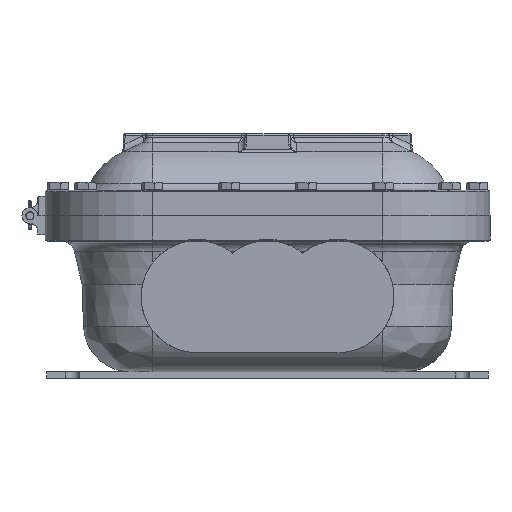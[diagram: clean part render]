
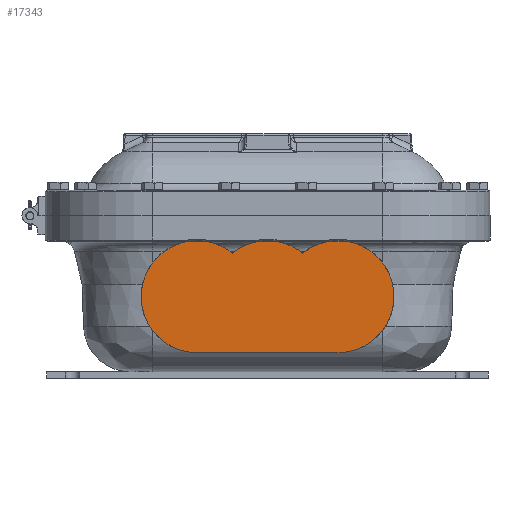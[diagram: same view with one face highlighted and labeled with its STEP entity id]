
A CAD part, front view. The second image highlights one B-rep face of the part: STEP entity #17343.
In plain terms, the highlighted planar face has unit normal (0, -0.999, -0.035).
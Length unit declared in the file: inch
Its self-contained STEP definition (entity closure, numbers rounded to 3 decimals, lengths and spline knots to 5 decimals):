
#457=ELLIPSE('',#18784,2.18883,2.1875);
#460=ELLIPSE('',#18788,2.18883,2.1875);
#463=ELLIPSE('',#18792,2.18883,2.1875);
#476=ELLIPSE('',#18839,2.18883,2.1875);
#477=ELLIPSE('',#18840,2.18883,2.1875);
#1070=LINE('',#27912,#2270);
#2270=VECTOR('',#21565,0.3937);
#4003=PLANE('',#18838);
#5258=FACE_OUTER_BOUND('',#6408,.T.);
#6408=EDGE_LOOP('',(#13551,#13552,#13553,#13554,#13555,#13556));
#8584=VERTEX_POINT('',#27671);
#8585=VERTEX_POINT('',#27673);
#8588=VERTEX_POINT('',#27689);
#8590=VERTEX_POINT('',#27696);
#8615=VERTEX_POINT('',#27909);
#8616=VERTEX_POINT('',#27911);
#10400=EDGE_CURVE('',#8585,#8584,#457,.F.);
#10405=EDGE_CURVE('',#8584,#8588,#460,.F.);
#10409=EDGE_CURVE('',#8588,#8590,#463,.F.);
#10459=EDGE_CURVE('',#8590,#8615,#476,.F.);
#10460=EDGE_CURVE('',#8615,#8616,#1070,.F.);
#10461=EDGE_CURVE('',#8616,#8585,#477,.F.);
#13551=ORIENTED_EDGE('',*,*,#10400,.T.);
#13552=ORIENTED_EDGE('',*,*,#10405,.T.);
#13553=ORIENTED_EDGE('',*,*,#10409,.T.);
#13554=ORIENTED_EDGE('',*,*,#10459,.T.);
#13555=ORIENTED_EDGE('',*,*,#10460,.T.);
#13556=ORIENTED_EDGE('',*,*,#10461,.T.);
#17343=ADVANCED_FACE('',(#5258),#4003,.F.);
#18784=AXIS2_PLACEMENT_3D('',#27674,#21438,#21439);
#18788=AXIS2_PLACEMENT_3D('',#27691,#21447,#21448);
#18792=AXIS2_PLACEMENT_3D('',#27706,#21455,#21456);
#18838=AXIS2_PLACEMENT_3D('',#27908,#21561,#21562);
#18839=AXIS2_PLACEMENT_3D('',#27910,#21563,#21564);
#18840=AXIS2_PLACEMENT_3D('',#27913,#21566,#21567);
#21438=DIRECTION('center_axis',(0.,0.999,
0.035));
#21439=DIRECTION('ref_axis',(0.,0.035,-0.999));
#21447=DIRECTION('center_axis',(0.,0.999,
0.035));
#21448=DIRECTION('ref_axis',(0.,0.035,-0.999));
#21455=DIRECTION('center_axis',(0.,0.999,
0.035));
#21456=DIRECTION('ref_axis',(0.,-0.035,0.999));
#21561=DIRECTION('center_axis',(0.,0.999,
0.035));
#21562=DIRECTION('ref_axis',(0.,-0.035,0.999));
#21563=DIRECTION('center_axis',(0.,0.999,
0.035));
#21564=DIRECTION('ref_axis',(0.,-0.035,0.999));
#21565=DIRECTION('',(-1.,0.,0.));
#21566=DIRECTION('center_axis',(0.,0.999,
0.035));
#21567=DIRECTION('ref_axis',(0.,0.035,-0.999));
#27671=CARTESIAN_POINT('',(1.375,-10.78858,-1.57992));
#27673=CARTESIAN_POINT('',(4.85396,-10.75008,-2.68249));
#27674=CARTESIAN_POINT('Origin',(2.75,-10.72917,-3.28125));
#27689=CARTESIAN_POINT('',(-1.375,-10.78858,-1.57992));
#27691=CARTESIAN_POINT('Origin',(0.,-10.72917,-3.28125));
#27696=CARTESIAN_POINT('',(-4.85396,-10.75008,-2.68249));
#27706=CARTESIAN_POINT('Origin',(-2.75,-10.72917,-3.28125));
#27908=CARTESIAN_POINT('Origin',(0.,-10.72774,
-3.32203));
#27909=CARTESIAN_POINT('',(-2.75,-10.65278,-5.46875));
#27910=CARTESIAN_POINT('Origin',(-2.75,-10.72917,-3.28125));
#27911=CARTESIAN_POINT('',(2.75,-10.65278,-5.46875));
#27912=CARTESIAN_POINT('',(-1.375,-10.65278,-5.46875));
#27913=CARTESIAN_POINT('Origin',(2.75,-10.72917,-3.28125));
